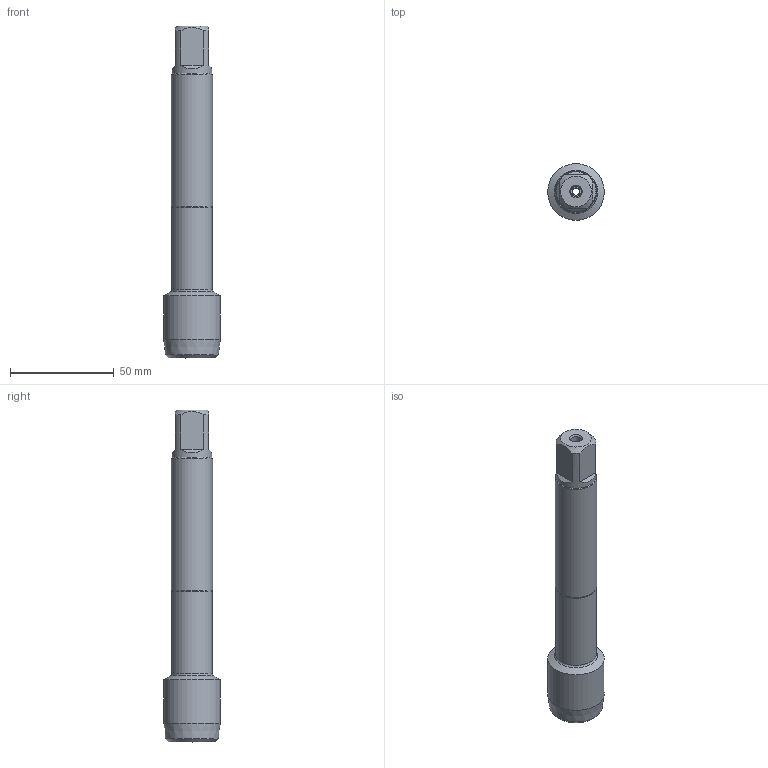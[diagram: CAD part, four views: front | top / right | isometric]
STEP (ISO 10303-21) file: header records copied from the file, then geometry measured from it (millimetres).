
FILE_DESCRIPTION(/* description */ (''),/* implementation_level */ '2;1');
FILE_NAME(/* name */ 'TOOL.STP',/* time_stamp */ '2023-01-23T07:05:41+01:00',/* author */ (''),/* organization */ ('SMS'),/* preprocessor_version */ 'ST-DEVELOPER v16.7',/* originating_system */ 'SIEMENS PLM Software NX 12.0',/* authorisation */ '');
FILE_SCHEMA (('AUTOMOTIVE_DESIGN { 1 0 10303 214 3 1 1 1 }'));
Length unit declared in the file: millimetre
Products named in the file (1): Tool
Bounding box: 27.27 x 27.27 x 160 mm (x, y, z)
Volume: 54581.8 mm3; surface area: 14329.4 mm2
Topology: 2 solids, 2 shells, 31 faces, 73 edges, 50 vertices
Faces by surface type: plane 13, cylinder 8, cone 8, torus 2
Full cylindrical faces by diameter (mm): 3.5 x2, 4 x1, 5 x1, 19.2 x1, 19.7 x1, 20 x1, 27.268 x1
Entity records: 857 total; most frequent: CARTESIAN_POINT 170, DIRECTION 142, ORIENTED_EDGE 92, AXIS2_PLACEMENT_3D 65, EDGE_LOOP 54, FACE_BOUND 46, EDGE_CURVE 46, VERTEX_POINT 38
